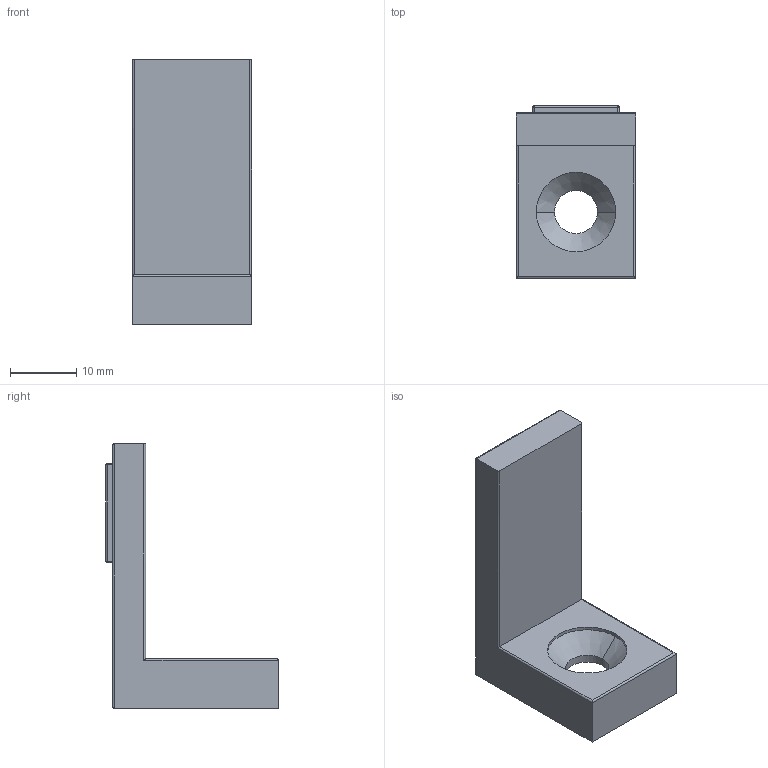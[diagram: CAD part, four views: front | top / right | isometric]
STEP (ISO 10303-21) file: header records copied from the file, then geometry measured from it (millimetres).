
FILE_DESCRIPTION (( 'STEP AP203' ), '1' );
FILE_NAME ('60500-240-00.step', '2017-05-04T14:57:29', ( '' ), ( '' ), 'SwSTEP 2.0', 'SolidWorks 2015', '' );
FILE_SCHEMA (( 'CONFIG_CONTROL_DESIGN' ));
Length unit declared in the file: millimetre
Products named in the file (1): 60500-240-00
Bounding box: 18 x 26 x 40 mm (x, y, z)
Volume: 5527.8 mm3; surface area: 3653 mm2
Topology: 2 solids, 2 shells, 292 faces, 748 edges, 488 vertices
Faces by surface type: plane 140, bspline 125, cylinder 21, sphere 4, cone 2
Entity records: 16671 total; most frequent: CARTESIAN_POINT 10394, ORIENTED_EDGE 1488, DIRECTION 848, EDGE_CURVE 744, VERTEX_POINT 488, VECTOR 460, LINE 460, EDGE_LOOP 326
